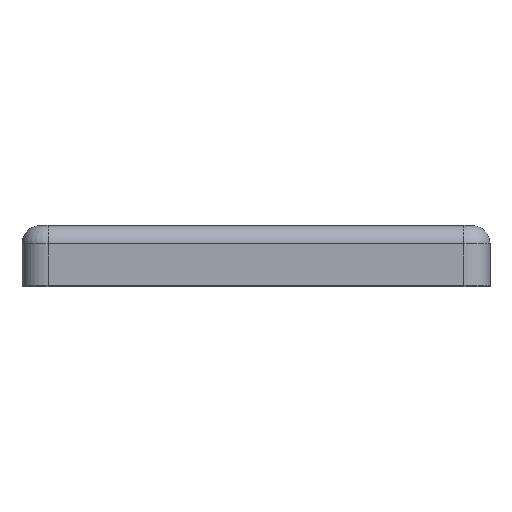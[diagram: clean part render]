
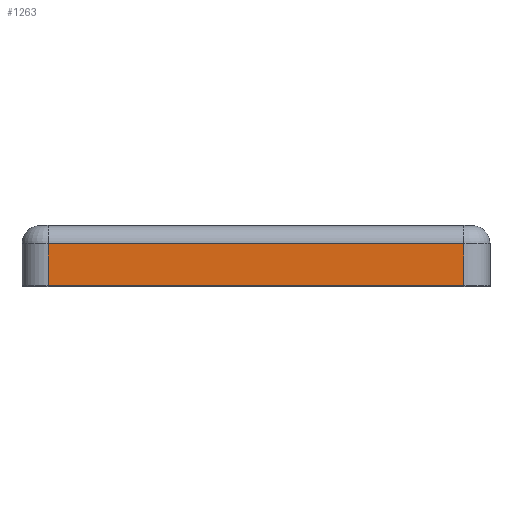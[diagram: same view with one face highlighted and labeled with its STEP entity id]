
A CAD part, top view. The second image highlights one B-rep face of the part: STEP entity #1263.
In plain terms, the highlighted planar face has unit normal (0, 0, 1).
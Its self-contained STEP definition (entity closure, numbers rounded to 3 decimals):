
#29 = LINE ( 'NONE', #619, #1722 ) ;
#242 = VERTEX_POINT ( 'NONE', #1833 ) ;
#386 = LINE ( 'NONE', #1179, #1649 ) ;
#391 = EDGE_CURVE ( 'NONE', #1074, #242, #921, .T. ) ;
#415 = VECTOR ( 'NONE', #1523, 1000. ) ;
#529 = DIRECTION ( 'NONE',  ( 0., 0., -1. ) ) ;
#559 = CARTESIAN_POINT ( 'NONE',  ( -7.95, -2.3, 9.95 ) ) ;
#619 = CARTESIAN_POINT ( 'NONE',  ( -7.95, 0., 9.95 ) ) ;
#652 = LINE ( 'NONE', #1814, #1172 ) ;
#669 = EDGE_CURVE ( 'NONE', #1074, #1370, #652, .T. ) ;
#751 = CARTESIAN_POINT ( 'NONE',  ( 7.95, -2.3, 9.95 ) ) ;
#833 = DIRECTION ( 'NONE',  ( 0., -1., 0. ) ) ;
#873 = ORIENTED_EDGE ( 'NONE', *, *, #669, .F. ) ;
#919 = CARTESIAN_POINT ( 'NONE',  ( 7.95, 0., 9.95 ) ) ;
#921 = LINE ( 'NONE', #1532, #415 ) ;
#1074 = VERTEX_POINT ( 'NONE', #2475 ) ;
#1108 = DIRECTION ( 'NONE',  ( 0., -1., 0. ) ) ;
#1140 = ORIENTED_EDGE ( 'NONE', *, *, #1408, .F. ) ;
#1172 = VECTOR ( 'NONE', #833, 1000. ) ;
#1179 = CARTESIAN_POINT ( 'NONE',  ( 7.95, -2.3, 9.95 ) ) ;
#1263 = ADVANCED_FACE ( 'NONE', ( #1521 ), #2290, .F. ) ;
#1370 = VERTEX_POINT ( 'NONE', #751 ) ;
#1408 = EDGE_CURVE ( 'NONE', #1370, #2267, #386, .T. ) ;
#1521 = FACE_OUTER_BOUND ( 'NONE', #2188, .T. ) ;
#1523 = DIRECTION ( 'NONE',  ( -1., 0., 0. ) ) ;
#1532 = CARTESIAN_POINT ( 'NONE',  ( 7.95, -0.7, 9.95 ) ) ;
#1649 = VECTOR ( 'NONE', #2145, 1000. ) ;
#1722 = VECTOR ( 'NONE', #1108, 1000. ) ;
#1814 = CARTESIAN_POINT ( 'NONE',  ( 7.95, 0., 9.95 ) ) ;
#1833 = CARTESIAN_POINT ( 'NONE',  ( -7.95, -0.7, 9.95 ) ) ;
#1858 = AXIS2_PLACEMENT_3D ( 'NONE', #919, #529, #1899 ) ;
#1899 = DIRECTION ( 'NONE',  ( -1., 0., 0. ) ) ;
#2145 = DIRECTION ( 'NONE',  ( -1., 0., 0. ) ) ;
#2188 = EDGE_LOOP ( 'NONE', ( #1140, #873, #2425, #2380 ) ) ;
#2267 = VERTEX_POINT ( 'NONE', #559 ) ;
#2290 = PLANE ( 'NONE',  #1858 ) ;
#2348 = EDGE_CURVE ( 'NONE', #242, #2267, #29, .T. ) ;
#2380 = ORIENTED_EDGE ( 'NONE', *, *, #2348, .T. ) ;
#2425 = ORIENTED_EDGE ( 'NONE', *, *, #391, .T. ) ;
#2475 = CARTESIAN_POINT ( 'NONE',  ( 7.95, -0.7, 9.95 ) ) ;
